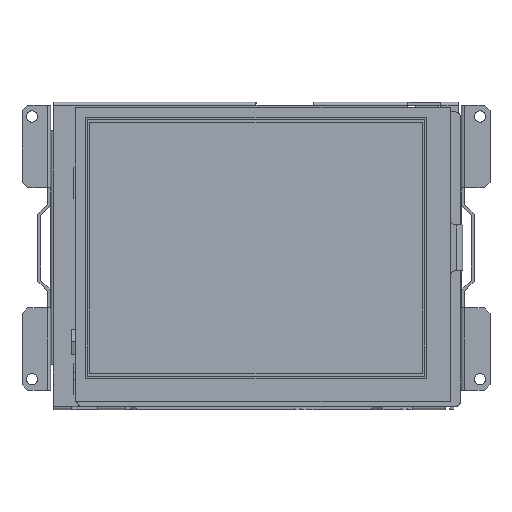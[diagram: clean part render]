
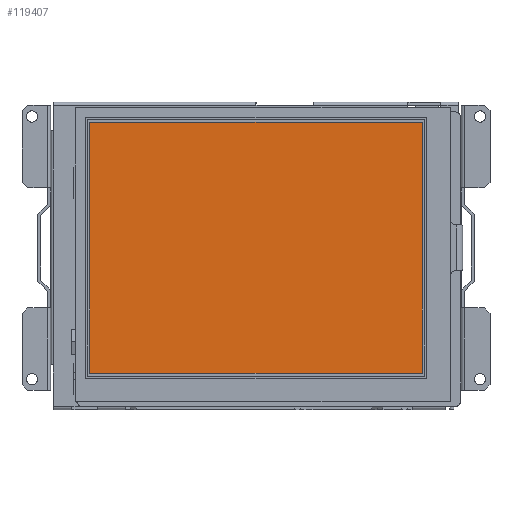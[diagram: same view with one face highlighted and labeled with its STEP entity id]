
A CAD part, top view. The second image highlights one B-rep face of the part: STEP entity #119407.
In plain terms, the highlighted planar face has unit normal (0, 0, 1).
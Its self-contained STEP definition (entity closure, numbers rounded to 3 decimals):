
#1173=PLANE('',#125769);
#6200=FACE_OUTER_BOUND('',#12517,.T.);
#12517=EDGE_LOOP('',(#82225,#82226,#82227,#82228));
#21698=LINE('',#168559,#36925);
#21702=LINE('',#168567,#36929);
#21705=LINE('',#168573,#36932);
#21708=LINE('',#168578,#36935);
#36925=VECTOR('',#134849,10.);
#36929=VECTOR('',#134855,10.);
#36932=VECTOR('',#134860,10.);
#36935=VECTOR('',#134865,10.);
#52133=VERTEX_POINT('',#168557);
#52134=VERTEX_POINT('',#168558);
#52137=VERTEX_POINT('',#168566);
#52139=VERTEX_POINT('',#168572);
#63969=EDGE_CURVE('',#52133,#52134,#21698,.T.);
#63973=EDGE_CURVE('',#52134,#52137,#21702,.T.);
#63976=EDGE_CURVE('',#52137,#52139,#21705,.T.);
#63979=EDGE_CURVE('',#52139,#52133,#21708,.T.);
#82225=ORIENTED_EDGE('',*,*,#63969,.T.);
#82226=ORIENTED_EDGE('',*,*,#63973,.T.);
#82227=ORIENTED_EDGE('',*,*,#63976,.T.);
#82228=ORIENTED_EDGE('',*,*,#63979,.T.);
#119407=ADVANCED_FACE('',(#6200),#1173,.T.);
#125769=AXIS2_PLACEMENT_3D('',#168580,#134867,#134868);
#134849=DIRECTION('',(0.,1.,0.));
#134855=DIRECTION('',(-1.,0.,0.));
#134860=DIRECTION('',(0.,-1.,0.));
#134865=DIRECTION('',(1.,0.,0.));
#134867=DIRECTION('center_axis',(0.,0.,
1.));
#134868=DIRECTION('ref_axis',(-1.,0.,0.));
#168557=CARTESIAN_POINT('',(58.2,-43.95,7.94));
#168558=CARTESIAN_POINT('',(58.2,43.95,7.94));
#168559=CARTESIAN_POINT('',(58.2,43.95,7.94));
#168566=CARTESIAN_POINT('',(-58.2,43.95,7.94));
#168567=CARTESIAN_POINT('',(-58.2,43.95,7.94));
#168572=CARTESIAN_POINT('',(-58.2,-43.95,7.94));
#168573=CARTESIAN_POINT('',(-58.2,-43.95,7.94));
#168578=CARTESIAN_POINT('',(58.2,-43.95,7.94));
#168580=CARTESIAN_POINT('Origin',(0.,0.,
7.94));
